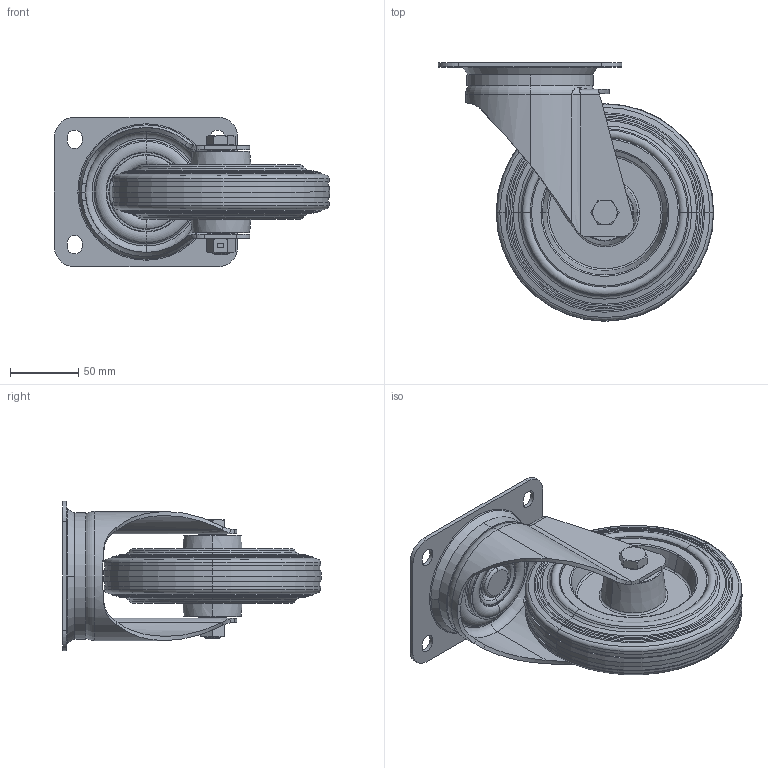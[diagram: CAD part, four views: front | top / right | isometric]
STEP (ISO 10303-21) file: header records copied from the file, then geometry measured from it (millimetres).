
FILE_DESCRIPTION (( 'STEP AP214' ), '1' );
FILE_NAME ('0056373.step', '2023-11-20T09:03:57', ( '' ), ( '' ), 'SwSTEP 2.0', 'SolidWorks 2020', '' );
FILE_SCHEMA (( 'AUTOMOTIVE_DESIGN' ));
Length unit declared in the file: millimetre
Products named in the file (1): 0056373
Bounding box: 202.5 x 190 x 110 mm (x, y, z)
Volume: 707489 mm3; surface area: 219795.8 mm2
Topology: 18 solids, 18 shells, 465 faces, 1022 edges, 598 vertices
Faces by surface type: torus 124, plane 105, cone 98, cylinder 88, bspline 26, sphere 24
Entity records: 20797 total; most frequent: CARTESIAN_POINT 5392, DIRECTION 2300, ORIENTED_EDGE 1948, AXIS2_PLACEMENT_3D 1005, EDGE_CURVE 974, VERTEX_POINT 574, CIRCLE 565, EDGE_LOOP 522
